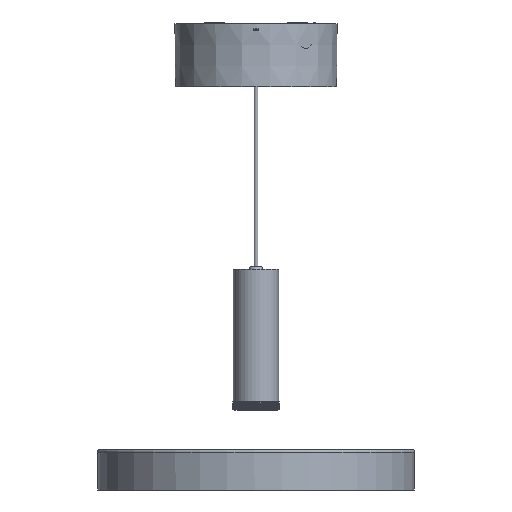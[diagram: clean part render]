
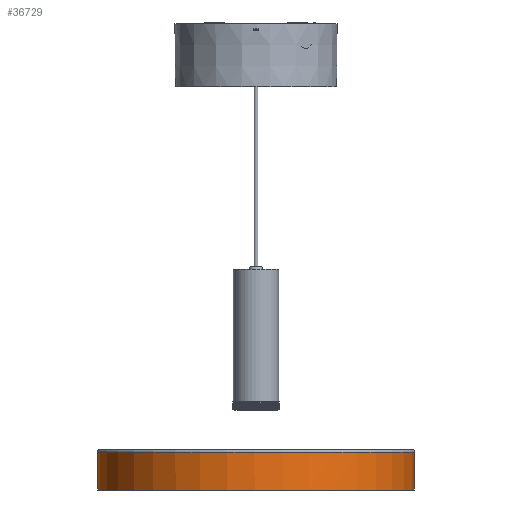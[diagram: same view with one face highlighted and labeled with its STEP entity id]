
A CAD part, front view. The second image highlights one B-rep face of the part: STEP entity #36729.
In plain terms, the highlighted cylindrical face has radius 120 mm (diameter 240 mm), a full revolution.
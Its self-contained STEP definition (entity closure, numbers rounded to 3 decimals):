
#2286=FACE_OUTER_BOUND('',#4506,.T.);
#4506=EDGE_LOOP('',(#24459,#24460,#24461,#24462,#24463));
#6698=CIRCLE('',#39177,120.);
#6699=CIRCLE('',#39178,120.);
#6700=CIRCLE('',#39179,120.);
#9967=LINE('',#65060,#11987);
#11987=VECTOR('',#44230,120.);
#14348=VERTEX_POINT('',#65057);
#14349=VERTEX_POINT('',#65059);
#14350=VERTEX_POINT('',#65061);
#17995=EDGE_CURVE('',#14348,#14348,#6698,.T.);
#17996=EDGE_CURVE('',#14348,#14349,#9967,.T.);
#17997=EDGE_CURVE('',#14350,#14349,#6699,.T.);
#17998=EDGE_CURVE('',#14349,#14350,#6700,.T.);
#24459=ORIENTED_EDGE('',*,*,#17995,.F.);
#24460=ORIENTED_EDGE('',*,*,#17996,.T.);
#24461=ORIENTED_EDGE('',*,*,#17997,.F.);
#24462=ORIENTED_EDGE('',*,*,#17998,.F.);
#24463=ORIENTED_EDGE('',*,*,#17996,.F.);
#33533=CYLINDRICAL_SURFACE('',#39176,120.);
#36729=ADVANCED_FACE('',(#2286),#33533,.T.);
#39176=AXIS2_PLACEMENT_3D('',#65056,#44226,#44227);
#39177=AXIS2_PLACEMENT_3D('',#65058,#44228,#44229);
#39178=AXIS2_PLACEMENT_3D('',#65062,#44231,#44232);
#39179=AXIS2_PLACEMENT_3D('',#65063,#44233,#44234);
#44226=DIRECTION('center_axis',(0.,0.,
-1.));
#44227=DIRECTION('ref_axis',(1.,-0.009,0.));
#44228=DIRECTION('center_axis',(0.,0.,
-1.));
#44229=DIRECTION('ref_axis',(-1.,0.009,0.));
#44230=DIRECTION('',(0.,0.,1.));
#44231=DIRECTION('center_axis',(0.,0.,
1.));
#44232=DIRECTION('ref_axis',(1.,-0.009,0.));
#44233=DIRECTION('center_axis',(0.,0.,
1.));
#44234=DIRECTION('ref_axis',(1.,-0.009,0.));
#65056=CARTESIAN_POINT('Origin',(88.256,211.047,-282.9));
#65057=CARTESIAN_POINT('',(-31.739,212.117,-353.572));
#65058=CARTESIAN_POINT('Origin',(88.256,211.047,-353.572));
#65059=CARTESIAN_POINT('',(-31.739,212.117,-324.973));
#65060=CARTESIAN_POINT('',(-31.739,212.117,-282.9));
#65061=CARTESIAN_POINT('',(-31.73,212.873,-324.973));
#65062=CARTESIAN_POINT('Origin',(88.256,211.047,-324.973));
#65063=CARTESIAN_POINT('Origin',(88.256,211.047,-324.973));
